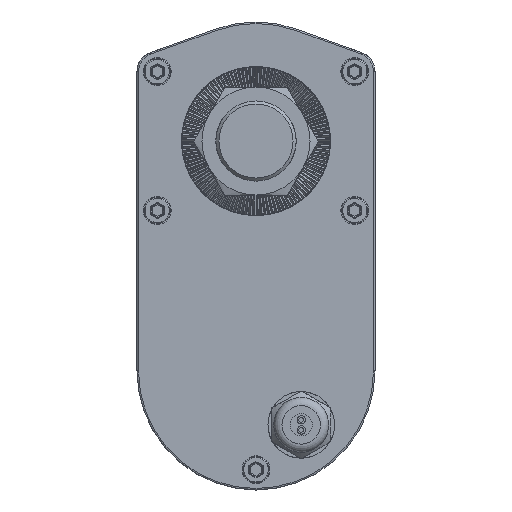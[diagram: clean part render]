
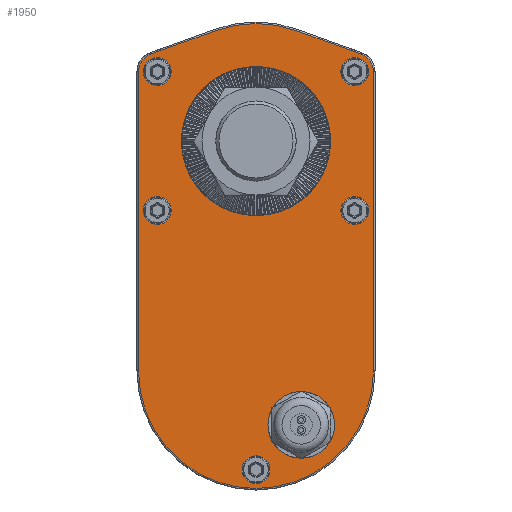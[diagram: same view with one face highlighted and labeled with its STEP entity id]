
A CAD part, front view. The second image highlights one B-rep face of the part: STEP entity #1950.
In plain terms, the highlighted planar face has unit normal (0, -1, 0).
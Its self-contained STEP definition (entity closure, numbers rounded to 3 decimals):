
#1950 = ADVANCED_FACE( '', ( #4352, #4353, #4354, #4355, #4356, #4357, #4358, #4359 ), #4360, .T. );
#4352 = FACE_BOUND( '', #9494, .T. );
#4353 = FACE_BOUND( '', #9495, .T. );
#4354 = FACE_BOUND( '', #9496, .T. );
#4355 = FACE_BOUND( '', #9497, .T. );
#4356 = FACE_BOUND( '', #9498, .T. );
#4357 = FACE_BOUND( '', #9499, .T. );
#4358 = FACE_OUTER_BOUND( '', #9500, .T. );
#4359 = FACE_BOUND( '', #9501, .T. );
#4360 = PLANE( '', #9502 );
#9494 = EDGE_LOOP( '', ( #18765 ) );
#9495 = EDGE_LOOP( '', ( #18766 ) );
#9496 = EDGE_LOOP( '', ( #18767 ) );
#9497 = EDGE_LOOP( '', ( #18768 ) );
#9498 = EDGE_LOOP( '', ( #18769 ) );
#9499 = EDGE_LOOP( '', ( #18770 ) );
#9500 = EDGE_LOOP( '', ( #18771, #18772, #18773, #18774, #18775, #18776, #18777, #18778 ) );
#9501 = EDGE_LOOP( '', ( #18779 ) );
#9502 = AXIS2_PLACEMENT_3D( '', #18780, #18781, #18782 );
#18765 = ORIENTED_EDGE( '', *, *, #24650, .F. );
#18766 = ORIENTED_EDGE( '', *, *, #24039, .T. );
#18767 = ORIENTED_EDGE( '', *, *, #24651, .T. );
#18768 = ORIENTED_EDGE( '', *, *, #24652, .T. );
#18769 = ORIENTED_EDGE( '', *, *, #24653, .T. );
#18770 = ORIENTED_EDGE( '', *, *, #24654, .T. );
#18771 = ORIENTED_EDGE( '', *, *, #24031, .T. );
#18772 = ORIENTED_EDGE( '', *, *, #24655, .T. );
#18773 = ORIENTED_EDGE( '', *, *, #22314, .T. );
#18774 = ORIENTED_EDGE( '', *, *, #24050, .T. );
#18775 = ORIENTED_EDGE( '', *, *, #23279, .T. );
#18776 = ORIENTED_EDGE( '', *, *, #24656, .T. );
#18777 = ORIENTED_EDGE( '', *, *, #23407, .T. );
#18778 = ORIENTED_EDGE( '', *, *, #24657, .T. );
#18779 = ORIENTED_EDGE( '', *, *, #22407, .F. );
#18780 = CARTESIAN_POINT( '', ( 0., 24.5, -74.5 ) );
#18781 = DIRECTION( '', ( 0., -1., 0. ) );
#18782 = DIRECTION( '', ( 0., 0., -1. ) );
#22314 = EDGE_CURVE( '', #25478, #25476, #25479, .T. );
#22407 = EDGE_CURVE( '', #25644, #25644, #25645, .T. );
#23279 = EDGE_CURVE( '', #27197, #27195, #27198, .T. );
#23407 = EDGE_CURVE( '', #27381, #27386, #27388, .T. );
#24031 = EDGE_CURVE( '', #28309, #28314, #28316, .T. );
#24039 = EDGE_CURVE( '', #28328, #28328, #28329, .T. );
#24050 = EDGE_CURVE( '', #25476, #27197, #28345, .T. );
#24650 = EDGE_CURVE( '', #29146, #29146, #29147, .T. );
#24651 = EDGE_CURVE( '', #29148, #29148, #29149, .T. );
#24652 = EDGE_CURVE( '', #29150, #29150, #29151, .T. );
#24653 = EDGE_CURVE( '', #29152, #29152, #29153, .T. );
#24654 = EDGE_CURVE( '', #29154, #29154, #29155, .T. );
#24655 = EDGE_CURVE( '', #28314, #25478, #29156, .T. );
#24656 = EDGE_CURVE( '', #27195, #27381, #29157, .T. );
#24657 = EDGE_CURVE( '', #27386, #28309, #29158, .T. );
#25476 = VERTEX_POINT( '', #30056 );
#25478 = VERTEX_POINT( '', #30058 );
#25479 = CIRCLE( '', #30059, 38.08 );
#25644 = VERTEX_POINT( '', #30490 );
#25645 = CIRCLE( '', #30491, 24.1 );
#27195 = VERTEX_POINT( '', #33250 );
#27197 = VERTEX_POINT( '', #33252 );
#27198 = CIRCLE( '', #33253, 6.08 );
#27381 = VERTEX_POINT( '', #33624 );
#27386 = VERTEX_POINT( '', #33629 );
#27388 = CIRCLE( '', #33631, 38.08 );
#28309 = VERTEX_POINT( '', #36202 );
#28314 = VERTEX_POINT( '', #36207 );
#28316 = CIRCLE( '', #36209, 6.08 );
#28328 = VERTEX_POINT( '', #36225 );
#28329 = CIRCLE( '', #36226, 4.5 );
#28345 = LINE( '', #36249, #36250 );
#29146 = VERTEX_POINT( '', #37614 );
#29147 = CIRCLE( '', #37615, 7.875 );
#29148 = VERTEX_POINT( '', #37616 );
#29149 = CIRCLE( '', #37617, 4.5 );
#29150 = VERTEX_POINT( '', #37618 );
#29151 = CIRCLE( '', #37619, 4.5 );
#29152 = VERTEX_POINT( '', #37620 );
#29153 = CIRCLE( '', #37621, 4.5 );
#29154 = VERTEX_POINT( '', #37622 );
#29155 = CIRCLE( '', #37623, 4.5 );
#29156 = LINE( '', #37624, #37625 );
#29157 = LINE( '', #37626, #37627 );
#29158 = LINE( '', #37628, #37629 );
#30056 = CARTESIAN_POINT( '', ( -12.944, 24.5, 35.813 ) );
#30058 = CARTESIAN_POINT( '', ( 12.944, 24.5, 35.813 ) );
#30059 = AXIS2_PLACEMENT_3D( '', #39665, #39666, #39667 );
#30490 = CARTESIAN_POINT( '', ( 0., 24.5, -24.1 ) );
#30491 = AXIS2_PLACEMENT_3D( '', #39785, #39786, #39787 );
#33250 = CARTESIAN_POINT( '', ( -38.08, 24.5, 22.46 ) );
#33252 = CARTESIAN_POINT( '', ( -34.067, 24.5, 28.178 ) );
#33253 = AXIS2_PLACEMENT_3D( '', #41361, #41362, #41363 );
#33624 = CARTESIAN_POINT( '', ( -38.08, 24.5, -74.5 ) );
#33629 = CARTESIAN_POINT( '', ( 38.08, 24.5, -74.5 ) );
#33631 = AXIS2_PLACEMENT_3D( '', #41490, #41491, #41492 );
#36202 = CARTESIAN_POINT( '', ( 38.08, 24.5, 22.46 ) );
#36207 = CARTESIAN_POINT( '', ( 34.067, 24.5, 28.178 ) );
#36209 = AXIS2_PLACEMENT_3D( '', #42079, #42080, #42081 );
#36225 = CARTESIAN_POINT( '', ( 32., 24.5, 18. ) );
#36226 = AXIS2_PLACEMENT_3D( '', #42089, #42090, #42091 );
#36249 = CARTESIAN_POINT( '', ( -36.76, 24.5, 27.204 ) );
#36250 = VECTOR( '', #42099, 1000. );
#37614 = CARTESIAN_POINT( '', ( 14.66, 24.5, -99.845 ) );
#37615 = AXIS2_PLACEMENT_3D( '', #42640, #42641, #42642 );
#37616 = CARTESIAN_POINT( '', ( 32., 24.5, -27. ) );
#37617 = AXIS2_PLACEMENT_3D( '', #42643, #42644, #42645 );
#37618 = CARTESIAN_POINT( '', ( -32., 24.5, -27. ) );
#37619 = AXIS2_PLACEMENT_3D( '', #42646, #42647, #42648 );
#37620 = CARTESIAN_POINT( '', ( 0., 24.5, -111. ) );
#37621 = AXIS2_PLACEMENT_3D( '', #42649, #42650, #42651 );
#37622 = CARTESIAN_POINT( '', ( -32., 24.5, 18. ) );
#37623 = AXIS2_PLACEMENT_3D( '', #42652, #42653, #42654 );
#37624 = CARTESIAN_POINT( '', ( 36.76, 24.5, 27.204 ) );
#37625 = VECTOR( '', #42655, 1000. );
#37626 = CARTESIAN_POINT( '', ( -38.08, 24.5, -74.5 ) );
#37627 = VECTOR( '', #42656, 1000. );
#37628 = CARTESIAN_POINT( '', ( 38.08, 24.5, -74.5 ) );
#37629 = VECTOR( '', #42657, 1000. );
#39665 = CARTESIAN_POINT( '', ( 0., 24.5, 0. ) );
#39666 = DIRECTION( '', ( 0., -1., 0. ) );
#39667 = DIRECTION( '', ( 0., 0., -1. ) );
#39785 = CARTESIAN_POINT( '', ( 0., 24.5, 0. ) );
#39786 = DIRECTION( '', ( 0., -1., 0. ) );
#39787 = DIRECTION( '', ( 0., 0., -1. ) );
#41361 = CARTESIAN_POINT( '', ( -32., 24.5, 22.46 ) );
#41362 = DIRECTION( '', ( 0., -1., 0. ) );
#41363 = DIRECTION( '', ( 0., 0., -1. ) );
#41490 = CARTESIAN_POINT( '', ( 0., 24.5, -74.5 ) );
#41491 = DIRECTION( '', ( 0., -1., 0. ) );
#41492 = DIRECTION( '', ( 0., 0., -1. ) );
#42079 = CARTESIAN_POINT( '', ( 32., 24.5, 22.46 ) );
#42080 = DIRECTION( '', ( 0., -1., 0. ) );
#42081 = DIRECTION( '', ( 0., 0., -1. ) );
#42089 = CARTESIAN_POINT( '', ( 32., 24.5, 22.5 ) );
#42090 = DIRECTION( '', ( 0., 1., 0. ) );
#42091 = DIRECTION( '', ( 0., 0., -1. ) );
#42099 = DIRECTION( '', ( -0.94, 0., -0.34 ) );
#42640 = CARTESIAN_POINT( '', ( 14.66, 24.5, -91.97 ) );
#42641 = DIRECTION( '', ( 0., -1., 0. ) );
#42642 = DIRECTION( '', ( 0., 0., -1. ) );
#42643 = CARTESIAN_POINT( '', ( 32., 24.5, -22.5 ) );
#42644 = DIRECTION( '', ( 0., 1., 0. ) );
#42645 = DIRECTION( '', ( 0., 0., -1. ) );
#42646 = CARTESIAN_POINT( '', ( -32., 24.5, -22.5 ) );
#42647 = DIRECTION( '', ( 0., 1., 0. ) );
#42648 = DIRECTION( '', ( 0., 0., -1. ) );
#42649 = CARTESIAN_POINT( '', ( 0., 24.5, -106.5 ) );
#42650 = DIRECTION( '', ( 0., 1., 0. ) );
#42651 = DIRECTION( '', ( 0., 0., -1. ) );
#42652 = CARTESIAN_POINT( '', ( -32., 24.5, 22.5 ) );
#42653 = DIRECTION( '', ( 0., 1., 0. ) );
#42654 = DIRECTION( '', ( 0., 0., -1. ) );
#42655 = DIRECTION( '', ( -0.94, 0., 0.34 ) );
#42656 = DIRECTION( '', ( 0., 0., -1. ) );
#42657 = DIRECTION( '', ( 0., 0., 1. ) );
